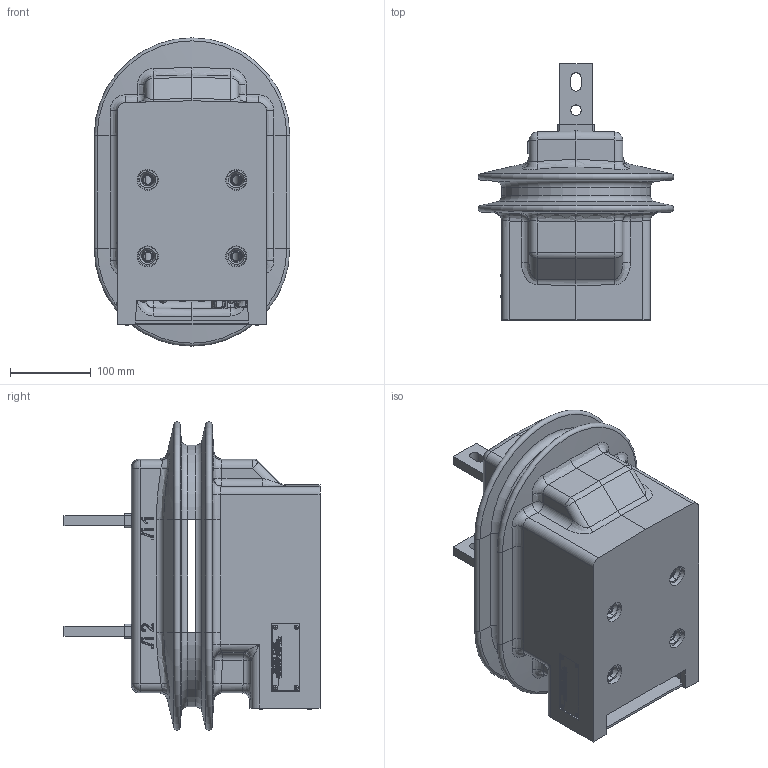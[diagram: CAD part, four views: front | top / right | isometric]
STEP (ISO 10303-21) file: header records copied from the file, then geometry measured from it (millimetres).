
FILE_DESCRIPTION (( 'STEP AP203' ), '1' );
FILE_NAME ('ﾒﾎﾋ-10 III.STEP', '2018-01-18T03:43:21', ( '' ), ( '' ), 'SwSTEP 2.0', 'SolidWorks 2010', '' );
FILE_SCHEMA (( 'CONFIG_CONTROL_DESIGN' ));
Length unit declared in the file: millimetre
Products named in the file (1): ﾒﾎﾋ-10 III
Bounding box: 243 x 318 x 383 mm (x, y, z)
Surface area: 483996 mm2 (no closed solid volume)
Topology: 0 solids, 64 shells, 543 faces, 3671 edges, 3166 vertices
Faces by surface type: plane 226, cylinder 127, bspline 95, cone 52, sphere 35, torus 8
Entity records: 48374 total; most frequent: CARTESIAN_POINT 24033, ORIENTED_EDGE 4636, DIRECTION 3880, EDGE_CURVE 3669, VERTEX_POINT 3166, LINE 1774, VECTOR 1774, B_SPLINE_CURVE_WITH_KNOTS 1203
